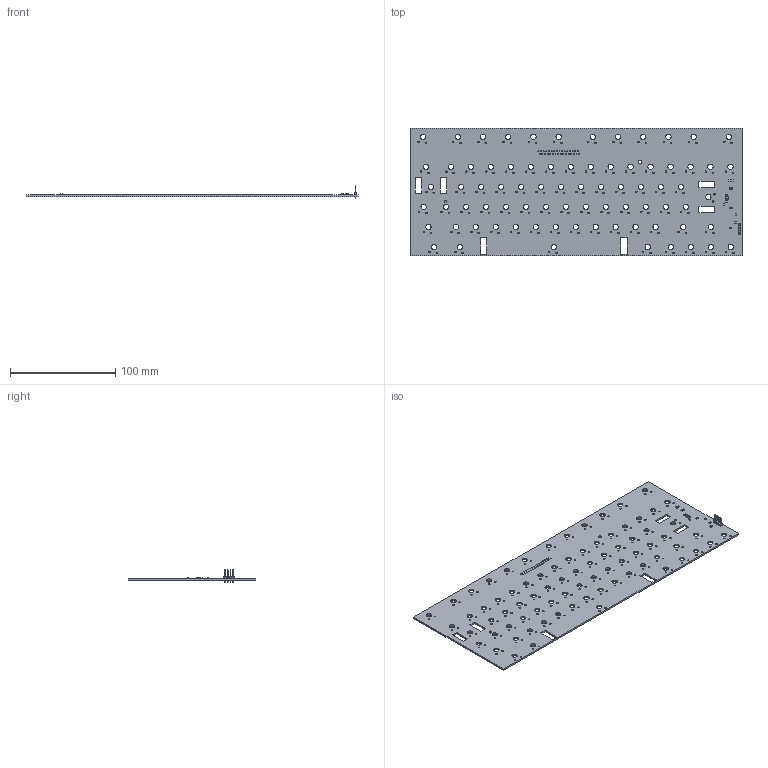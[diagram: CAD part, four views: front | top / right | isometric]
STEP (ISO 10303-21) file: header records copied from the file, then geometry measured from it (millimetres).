
FILE_DESCRIPTION(('KiCad electronic assembly'),'2;1');
FILE_NAME('A600KBv3.step','2024-08-15T08:51:33',('Pcbnew'),('Kicad'), 'Open CASCADE STEP processor 7.8','KiCad to STEP converter','Unknown' );
FILE_SCHEMA(('AUTOMOTIVE_DESIGN { 1 0 10303 214 1 1 1 1 }'));
Length unit declared in the file: millimetre
Products named in the file (12): A600KBv3 1; R_0805_2012Metric; LED_0805_2012Metric; PinHeader_1x04_P2.54mm_Vertical; PinHeader_1x04_P254mm_Vertical; C_0805_2012Metric; SOT-23-6; SOT_23_6; _autosave-A600KBv2_PCB
Assembly tree (20 placements, depth 3):
  A600KBv3 1
    R_0805_2012Metric  x6
      R_0805_2012Metric
    LED_0805_2012Metric  x5
      LED_0805_2012Metric
    PinHeader_1x04_P2.54mm_Vertical
      PinHeader_1x04_P254mm_Vertical
    C_0805_2012Metric
      C_0805_2012Metric
    SOT-23-6
      SOT_23_6
    _autosave-A600KBv2_PCB
Bounding box: 316 x 121 x 11.54 mm (x, y, z)
Volume: 57390.6 mm3; surface area: 77075.8 mm2
Topology: 15 solids, 15 shells, 959 faces, 2598 edges, 1684 vertices
Faces by surface type: plane 534, cylinder 395, bspline 30
Full cylindrical faces by diameter (mm): 0.85 x32, 1 x4, 1.45 x156, 3.2 x1, 5.1 x78
Entity records: 23715 total; most frequent: CARTESIAN_POINT 3618, DIRECTION 3580, ORIENTED_EDGE 3452, EDGE_CURVE 1726, AXIS2_PLACEMENT_3D 1266, FACE_BOUND 1194, EDGE_LOOP 1194, VERTEX_POINT 1120
